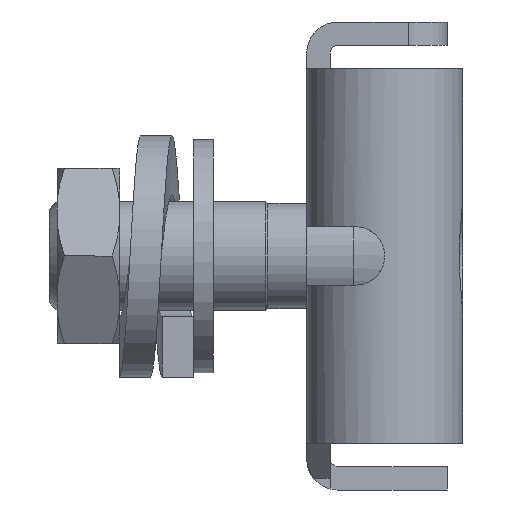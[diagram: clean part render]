
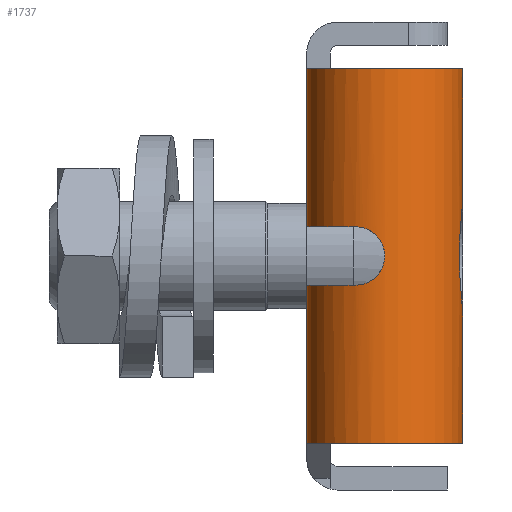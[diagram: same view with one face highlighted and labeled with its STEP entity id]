
A CAD part, left-side view. The second image highlights one B-rep face of the part: STEP entity #1737.
In plain terms, the highlighted cylindrical face has radius 2 mm (diameter 4 mm), a partial arc.
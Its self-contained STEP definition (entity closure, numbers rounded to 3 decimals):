
#272=CIRCLE('',#4832,2.);
#275=CIRCLE('',#4836,2.);
#276=CIRCLE('',#4844,2.);
#277=CIRCLE('',#4845,2.);
#1492=CYLINDRICAL_SURFACE('',#4846,2.);
#1578=B_SPLINE_CURVE_WITH_KNOTS('',3,(#7330,#7331,#7332,#7333,#7334,#7335),
 .UNSPECIFIED.,.F.,.F.,(4,2,4),(0.,0.5,1.),.UNSPECIFIED.);
#1579=B_SPLINE_CURVE_WITH_KNOTS('',3,(#7339,#7340,#7341,#7342,#7343,#7344,
#7345,#7346,#7347,#7348,#7349,#7350,#7351,#7352,#7353,#7354,#7355,#7356,
#7357,#7358,#7359,#7360,#7361,#7362,#7363,#7364,#7365,#7366,#7367,#7368,
#7369),.UNSPECIFIED.,.F.,.F.,(4,3,3,3,3,3,3,3,3,3,4),(0.,0.105,
0.211,0.313,0.416,0.521,
0.627,0.732,0.837,0.939,
1.),.UNSPECIFIED.);
#1737=ADVANCED_FACE('',(#1973),#1492,.T.);
#1973=FACE_OUTER_BOUND('',#2191,.T.);
#2191=EDGE_LOOP('',(#2973,#2974,#2975,#2976,#2977,#2978,#2979,#2980,#2981,
#2982));
#2973=ORIENTED_EDGE('',*,*,#3835,.F.);
#2974=ORIENTED_EDGE('',*,*,#3836,.T.);
#2975=ORIENTED_EDGE('',*,*,#3822,.T.);
#2976=ORIENTED_EDGE('',*,*,#3735,.T.);
#2977=ORIENTED_EDGE('',*,*,#3830,.T.);
#2978=ORIENTED_EDGE('',*,*,#3837,.T.);
#2979=ORIENTED_EDGE('',*,*,#3838,.F.);
#2980=ORIENTED_EDGE('',*,*,#3800,.T.);
#2981=ORIENTED_EDGE('',*,*,#3839,.F.);
#2982=ORIENTED_EDGE('',*,*,#3840,.T.);
#3341=VERTEX_POINT('',#7130);
#3342=VERTEX_POINT('',#7132);
#3386=VERTEX_POINT('',#7259);
#3387=VERTEX_POINT('',#7261);
#3404=VERTEX_POINT('',#7304);
#3409=VERTEX_POINT('',#7317);
#3410=VERTEX_POINT('',#7336);
#3411=VERTEX_POINT('',#7337);
#3412=VERTEX_POINT('',#7370);
#3413=VERTEX_POINT('',#7373);
#3735=EDGE_CURVE('',#3342,#3341,#4018,.T.);
#3800=EDGE_CURVE('',#3387,#3386,#4062,.T.);
#3822=EDGE_CURVE('',#3404,#3342,#272,.T.);
#3830=EDGE_CURVE('',#3341,#3409,#275,.T.);
#3835=EDGE_CURVE('',#3410,#3411,#1578,.T.);
#3836=EDGE_CURVE('',#3410,#3404,#4085,.T.);
#3837=EDGE_CURVE('',#3409,#3412,#1579,.T.);
#3838=EDGE_CURVE('',#3387,#3412,#276,.T.);
#3839=EDGE_CURVE('',#3413,#3386,#277,.T.);
#3840=EDGE_CURVE('',#3413,#3411,#4086,.T.);
#4018=LINE('',#7131,#4244);
#4062=LINE('',#7260,#4288);
#4085=LINE('',#7338,#4311);
#4086=LINE('',#7374,#4312);
#4244=VECTOR('',#5465,1.);
#4288=VECTOR('',#5589,1.);
#4311=VECTOR('',#5660,1.);
#4312=VECTOR('',#5665,1.);
#4832=AXIS2_PLACEMENT_3D('',#7303,#5627,#5628);
#4836=AXIS2_PLACEMENT_3D('',#7318,#5640,#5641);
#4844=AXIS2_PLACEMENT_3D('',#7371,#5661,#5662);
#4845=AXIS2_PLACEMENT_3D('',#7372,#5663,#5664);
#4846=AXIS2_PLACEMENT_3D('',#7375,#5666,#5667);
#5465=DIRECTION('',(0.,0.,-1.));
#5589=DIRECTION('',(0.,0.,-1.));
#5627=DIRECTION('',(0.,0.,-1.));
#5628=DIRECTION('',(1.,0.,0.));
#5640=DIRECTION('',(0.,0.,1.));
#5641=DIRECTION('',(0.,-1.,0.));
#5660=DIRECTION('',(0.,0.,1.));
#5661=DIRECTION('',(0.,0.,1.));
#5662=DIRECTION('',(0.,-1.,0.));
#5663=DIRECTION('',(0.,0.,-1.));
#5664=DIRECTION('',(1.,0.,0.));
#5665=DIRECTION('',(0.,0.,1.));
#5666=DIRECTION('',(0.,0.,1.));
#5667=DIRECTION('',(0.,1.,0.));
#7130=CARTESIAN_POINT('',(9.683,21.712,0.547));
#7131=CARTESIAN_POINT('',(9.683,21.712,4.597));
#7132=CARTESIAN_POINT('',(9.683,21.712,4.597));
#7259=CARTESIAN_POINT('',(9.683,21.712,-5.003));
#7260=CARTESIAN_POINT('',(9.683,21.712,-0.953));
#7261=CARTESIAN_POINT('',(9.683,21.712,-0.953));
#7303=CARTESIAN_POINT('',(9.683,19.712,4.597));
#7304=CARTESIAN_POINT('',(9.683,17.712,4.597));
#7317=CARTESIAN_POINT('',(7.829,20.462,0.547));
#7318=CARTESIAN_POINT('',(9.683,19.712,0.547));
#7330=CARTESIAN_POINT('',(9.683,17.712,1.422));
#7331=CARTESIAN_POINT('',(9.295,17.712,0.968));
#7332=CARTESIAN_POINT('',(9.083,17.804,0.389));
#7333=CARTESIAN_POINT('',(9.083,17.804,-0.794));
#7334=CARTESIAN_POINT('',(9.295,17.712,-1.375));
#7335=CARTESIAN_POINT('',(9.683,17.712,-1.828));
#7336=CARTESIAN_POINT('',(9.683,17.712,1.422));
#7337=CARTESIAN_POINT('',(9.683,17.712,-1.828));
#7338=CARTESIAN_POINT('',(9.683,17.712,-5.003));
#7339=CARTESIAN_POINT('',(7.829,20.462,0.547));
#7340=CARTESIAN_POINT('',(7.797,20.384,0.547));
#7341=CARTESIAN_POINT('',(7.771,20.304,0.534));
#7342=CARTESIAN_POINT('',(7.75,20.227,0.509));
#7343=CARTESIAN_POINT('',(7.73,20.15,0.484));
#7344=CARTESIAN_POINT('',(7.715,20.075,0.444));
#7345=CARTESIAN_POINT('',(7.705,20.008,0.394));
#7346=CARTESIAN_POINT('',(7.695,19.944,0.346));
#7347=CARTESIAN_POINT('',(7.69,19.887,0.286));
#7348=CARTESIAN_POINT('',(7.687,19.842,0.219));
#7349=CARTESIAN_POINT('',(7.684,19.796,0.152));
#7350=CARTESIAN_POINT('',(7.683,19.761,0.075));
#7351=CARTESIAN_POINT('',(7.683,19.739,-0.003));
#7352=CARTESIAN_POINT('',(7.683,19.717,-0.084));
#7353=CARTESIAN_POINT('',(7.683,19.708,-0.169));
#7354=CARTESIAN_POINT('',(7.683,19.713,-0.253));
#7355=CARTESIAN_POINT('',(7.683,19.719,-0.336));
#7356=CARTESIAN_POINT('',(7.683,19.739,-0.42));
#7357=CARTESIAN_POINT('',(7.684,19.772,-0.498));
#7358=CARTESIAN_POINT('',(7.685,19.805,-0.575));
#7359=CARTESIAN_POINT('',(7.687,19.852,-0.647));
#7360=CARTESIAN_POINT('',(7.692,19.908,-0.709));
#7361=CARTESIAN_POINT('',(7.698,19.964,-0.77));
#7362=CARTESIAN_POINT('',(7.707,20.031,-0.823));
#7363=CARTESIAN_POINT('',(7.721,20.103,-0.862));
#7364=CARTESIAN_POINT('',(7.735,20.173,-0.9));
#7365=CARTESIAN_POINT('',(7.755,20.249,-0.927));
#7366=CARTESIAN_POINT('',(7.779,20.325,-0.941));
#7367=CARTESIAN_POINT('',(7.794,20.371,-0.949));
#7368=CARTESIAN_POINT('',(7.811,20.417,-0.953));
#7369=CARTESIAN_POINT('',(7.829,20.462,-0.953));
#7370=CARTESIAN_POINT('',(7.829,20.462,-0.953));
#7371=CARTESIAN_POINT('',(9.683,19.712,-0.953));
#7372=CARTESIAN_POINT('',(9.683,19.712,-5.003));
#7373=CARTESIAN_POINT('',(9.683,17.712,-5.003));
#7374=CARTESIAN_POINT('',(9.683,17.712,-5.003));
#7375=CARTESIAN_POINT('',(9.683,19.712,-5.003));
